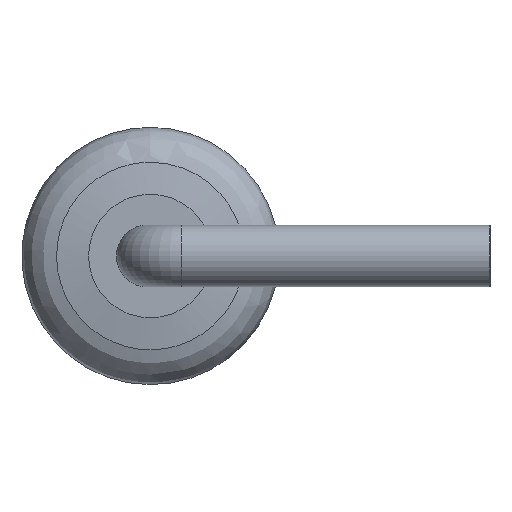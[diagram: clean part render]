
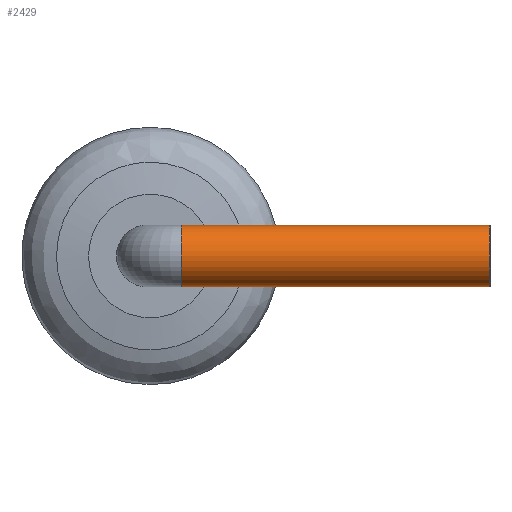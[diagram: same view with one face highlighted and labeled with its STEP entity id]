
A CAD part, left-side view. The second image highlights one B-rep face of the part: STEP entity #2429.
In plain terms, the highlighted cylindrical face has radius 0.3 mm (diameter 0.6 mm), a full revolution.
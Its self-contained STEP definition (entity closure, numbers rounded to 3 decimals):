
#2330 = TOROIDAL_SURFACE('',#2331,0.329,0.3);
#2331 = AXIS2_PLACEMENT_3D('',#2332,#2333,#2334);
#2332 = CARTESIAN_POINT('',(-3.5,-0.3,0.));
#2333 = DIRECTION('',(0.,0.,1.));
#2334 = DIRECTION('',(1.,0.,0.));
#2380 = VERTEX_POINT('',#2381);
#2381 = CARTESIAN_POINT('',(-4.129,-0.3,0.));
#2402 = EDGE_CURVE('',#2380,#2380,#2403,.T.);
#2403 = SURFACE_CURVE('',#2404,(#2409,#2416),.PCURVE_S1.);
#2404 = CIRCLE('',#2405,0.3);
#2405 = AXIS2_PLACEMENT_3D('',#2406,#2407,#2408);
#2406 = CARTESIAN_POINT('',(-3.829,-0.3,0.));
#2407 = DIRECTION('',(0.,1.,-0.));
#2408 = DIRECTION('',(-1.,0.,0.));
#2409 = PCURVE('',#2330,#2410);
#2410 = DEFINITIONAL_REPRESENTATION('',(#2411),#2415);
#2411 = LINE('',#2412,#2413);
#2412 = CARTESIAN_POINT('',(3.142,0.));
#2413 = VECTOR('',#2414,1.);
#2414 = DIRECTION('',(0.,1.));
#2415 = ( GEOMETRIC_REPRESENTATION_CONTEXT(2) 
PARAMETRIC_REPRESENTATION_CONTEXT() REPRESENTATION_CONTEXT('2D SPACE',''
  ) );
#2416 = PCURVE('',#2417,#2422);
#2417 = CYLINDRICAL_SURFACE('',#2418,0.3);
#2418 = AXIS2_PLACEMENT_3D('',#2419,#2420,#2421);
#2419 = CARTESIAN_POINT('',(-3.829,-0.3,0.));
#2420 = DIRECTION('',(0.,-1.,0.));
#2421 = DIRECTION('',(-1.,0.,0.));
#2422 = DEFINITIONAL_REPRESENTATION('',(#2423),#2426);
#2423 = B_SPLINE_CURVE_WITH_KNOTS('',1,(#2424,#2425),.UNSPECIFIED.,.F.,
  .F.,(2,2),(0.,6.283),.PIECEWISE_BEZIER_KNOTS.);
#2424 = CARTESIAN_POINT('',(6.283,0.));
#2425 = CARTESIAN_POINT('',(0.,0.));
#2426 = ( GEOMETRIC_REPRESENTATION_CONTEXT(2) 
PARAMETRIC_REPRESENTATION_CONTEXT() REPRESENTATION_CONTEXT('2D SPACE',''
  ) );
#2429 = ADVANCED_FACE('',(#2430),#2417,.T.);
#2430 = FACE_BOUND('',#2431,.T.);
#2431 = EDGE_LOOP('',(#2432,#2454,#2484,#2485));
#2432 = ORIENTED_EDGE('',*,*,#2433,.T.);
#2433 = EDGE_CURVE('',#2380,#2434,#2436,.T.);
#2434 = VERTEX_POINT('',#2435);
#2435 = CARTESIAN_POINT('',(-4.129,-3.3,0.));
#2436 = SEAM_CURVE('',#2437,(#2441,#2448),.PCURVE_S1.);
#2437 = LINE('',#2438,#2439);
#2438 = CARTESIAN_POINT('',(-4.129,-0.3,0.));
#2439 = VECTOR('',#2440,1.);
#2440 = DIRECTION('',(0.,-1.,0.));
#2441 = PCURVE('',#2417,#2442);
#2442 = DEFINITIONAL_REPRESENTATION('',(#2443),#2447);
#2443 = LINE('',#2444,#2445);
#2444 = CARTESIAN_POINT('',(6.283,0.));
#2445 = VECTOR('',#2446,1.);
#2446 = DIRECTION('',(0.,1.));
#2447 = ( GEOMETRIC_REPRESENTATION_CONTEXT(2) 
PARAMETRIC_REPRESENTATION_CONTEXT() REPRESENTATION_CONTEXT('2D SPACE',''
  ) );
#2448 = PCURVE('',#2417,#2449);
#2449 = DEFINITIONAL_REPRESENTATION('',(#2450),#2453);
#2450 = B_SPLINE_CURVE_WITH_KNOTS('',1,(#2451,#2452),.UNSPECIFIED.,.F.,
  .F.,(2,2),(0.,3.),.PIECEWISE_BEZIER_KNOTS.);
#2451 = CARTESIAN_POINT('',(0.,0.));
#2452 = CARTESIAN_POINT('',(0.,3.));
#2453 = ( GEOMETRIC_REPRESENTATION_CONTEXT(2) 
PARAMETRIC_REPRESENTATION_CONTEXT() REPRESENTATION_CONTEXT('2D SPACE',''
  ) );
#2454 = ORIENTED_EDGE('',*,*,#2455,.T.);
#2455 = EDGE_CURVE('',#2434,#2434,#2456,.T.);
#2456 = SURFACE_CURVE('',#2457,(#2462,#2468),.PCURVE_S1.);
#2457 = CIRCLE('',#2458,0.3);
#2458 = AXIS2_PLACEMENT_3D('',#2459,#2460,#2461);
#2459 = CARTESIAN_POINT('',(-3.829,-3.3,0.));
#2460 = DIRECTION('',(0.,1.,-0.));
#2461 = DIRECTION('',(-1.,0.,0.));
#2462 = PCURVE('',#2417,#2463);
#2463 = DEFINITIONAL_REPRESENTATION('',(#2464),#2467);
#2464 = B_SPLINE_CURVE_WITH_KNOTS('',1,(#2465,#2466),.UNSPECIFIED.,.F.,
  .F.,(2,2),(0.,6.283),.PIECEWISE_BEZIER_KNOTS.);
#2465 = CARTESIAN_POINT('',(6.283,3.));
#2466 = CARTESIAN_POINT('',(0.,3.));
#2467 = ( GEOMETRIC_REPRESENTATION_CONTEXT(2) 
PARAMETRIC_REPRESENTATION_CONTEXT() REPRESENTATION_CONTEXT('2D SPACE',''
  ) );
#2468 = PCURVE('',#2469,#2474);
#2469 = PLANE('',#2470);
#2470 = AXIS2_PLACEMENT_3D('',#2471,#2472,#2473);
#2471 = CARTESIAN_POINT('',(-4.129,-3.3,0.));
#2472 = DIRECTION('',(0.,-1.,0.));
#2473 = DIRECTION('',(0.,0.,-1.));
#2474 = DEFINITIONAL_REPRESENTATION('',(#2475),#2483);
#2475 = ( BOUNDED_CURVE() B_SPLINE_CURVE(2,(#2476,#2477,#2478,#2479,
#2480,#2481,#2482),.UNSPECIFIED.,.F.,.F.) B_SPLINE_CURVE_WITH_KNOTS((1,2
    ,2,2,2,1),(-2.094,0.,2.094,4.189,
6.283,8.378),.UNSPECIFIED.) CURVE() 
GEOMETRIC_REPRESENTATION_ITEM() RATIONAL_B_SPLINE_CURVE((1.,0.5,1.,0.5,
1.,0.5,1.)) REPRESENTATION_ITEM('') );
#2476 = CARTESIAN_POINT('',(0.,0.));
#2477 = CARTESIAN_POINT('',(-0.52,0.));
#2478 = CARTESIAN_POINT('',(-0.26,0.45));
#2479 = CARTESIAN_POINT('',(0.,0.9));
#2480 = CARTESIAN_POINT('',(0.26,0.45));
#2481 = CARTESIAN_POINT('',(0.52,0.));
#2482 = CARTESIAN_POINT('',(0.,0.));
#2483 = ( GEOMETRIC_REPRESENTATION_CONTEXT(2) 
PARAMETRIC_REPRESENTATION_CONTEXT() REPRESENTATION_CONTEXT('2D SPACE',''
  ) );
#2484 = ORIENTED_EDGE('',*,*,#2433,.F.);
#2485 = ORIENTED_EDGE('',*,*,#2402,.F.);
